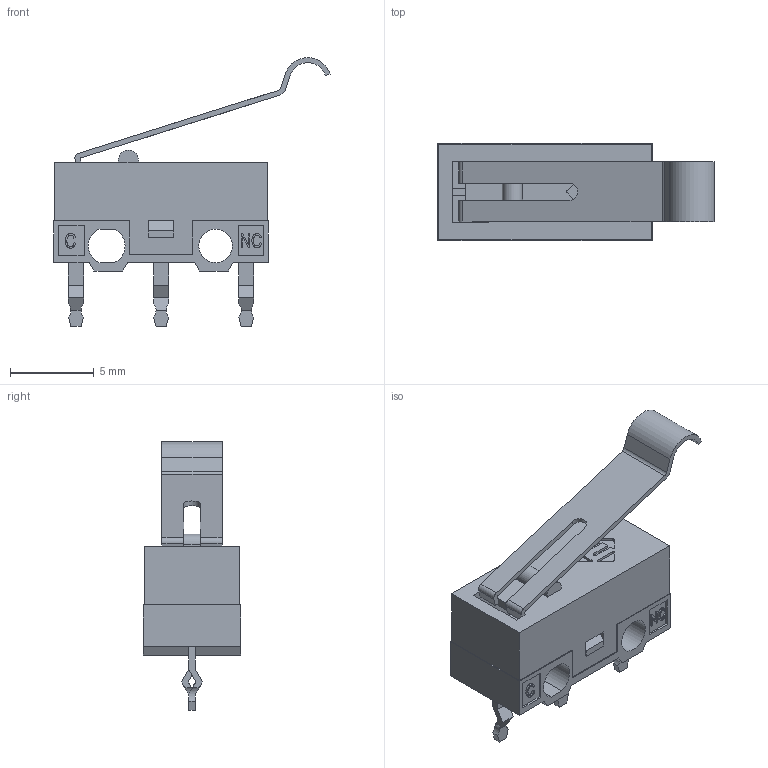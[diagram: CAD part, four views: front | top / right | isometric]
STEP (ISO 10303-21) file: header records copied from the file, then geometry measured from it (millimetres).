
FILE_DESCRIPTION(/* description */ (''),/* implementation_level */ '2;1');
FILE_NAME(/* name */ 'SS075xx02FxxxR1A.stp',/* time_stamp */ '2026-01-12T11:18:19-06:00',/* author */ ('jmeyers'),/* organization */ (''),/* preprocessor_version */ 'ST-DEVELOPER v18.1',/* originating_system */ 'Autodesk Inventor 2022',/* authorisation */ '');
FILE_SCHEMA (('AUTOMOTIVE_DESIGN { 1 0 10303 214 3 1 1 }'));
Length unit declared in the file: inch
Products named in the file (1): Part9
Bounding box: 16.48 x 5.8 x 16.03 mm (x, y, z)
Volume: 262.8 mm3; surface area: 837.7 mm2
Topology: 1 solids, 1 shells, 240 faces, 653 edges, 430 vertices
Faces by surface type: plane 191, cylinder 33, bspline 16
Full cylindrical faces by diameter (mm): 2 x1
Entity records: 7642 total; most frequent: CARTESIAN_POINT 1548, ORIENTED_EDGE 1306, DIRECTION 1149, EDGE_CURVE 653, LINE 543, VECTOR 543, VERTEX_POINT 430, AXIS2_PLACEMENT_3D 303
